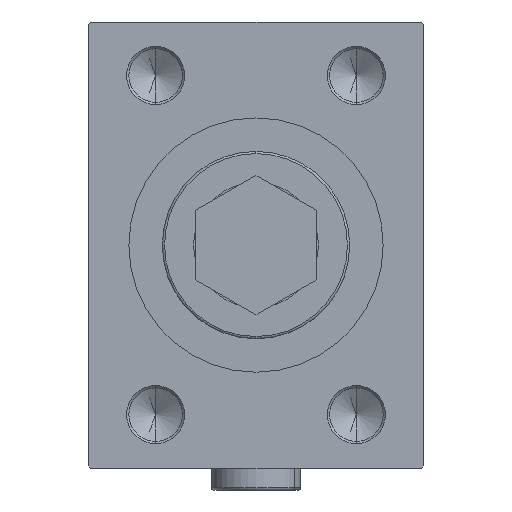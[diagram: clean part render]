
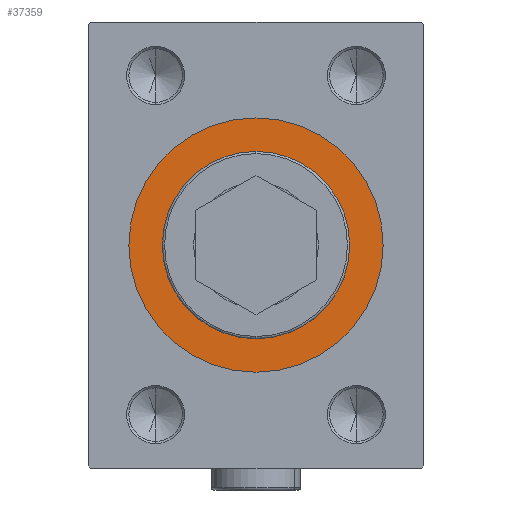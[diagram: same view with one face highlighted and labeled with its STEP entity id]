
A CAD part, left-side view. The second image highlights one B-rep face of the part: STEP entity #37359.
In plain terms, the highlighted face is planar.
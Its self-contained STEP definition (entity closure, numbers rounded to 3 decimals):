
#21 = CARTESIAN_POINT ( 'NONE',  ( 167.2, 0., 0. ) ) ;
#1201 = CARTESIAN_POINT ( 'NONE',  ( 167.2, 0., 0. ) ) ;
#1209 = CIRCLE ( 'NONE', #28805, 21. ) ;
#2661 = DIRECTION ( 'NONE',  ( 1., 0., 0. ) ) ;
#2719 = EDGE_CURVE ( 'NONE', #39684, #20151, #20802, .T. ) ;
#5201 = AXIS2_PLACEMENT_3D ( 'NONE', #1201, #2661, #16980 ) ;
#5405 = ORIENTED_EDGE ( 'NONE', *, *, #13435, .T. ) ;
#5638 = EDGE_LOOP ( 'NONE', ( #5405, #25042 ) ) ;
#7420 = CARTESIAN_POINT ( 'NONE',  ( 167.2, 0., 0. ) ) ;
#8255 = ORIENTED_EDGE ( 'NONE', *, *, #27685, .F. ) ;
#9328 = EDGE_CURVE ( 'NONE', #20952, #13761, #1209, .T. ) ;
#11614 = DIRECTION ( 'NONE',  ( 1., 0., 0. ) ) ;
#13435 = EDGE_CURVE ( 'NONE', #20151, #39684, #29663, .T. ) ;
#13761 = VERTEX_POINT ( 'NONE', #39601 ) ;
#14098 = FACE_OUTER_BOUND ( 'NONE', #5638, .T. ) ;
#16980 = DIRECTION ( 'NONE',  ( 0., 0., -1. ) ) ;
#17203 = DIRECTION ( 'NONE',  ( 1., 0., 0. ) ) ;
#17547 = DIRECTION ( 'NONE',  ( 1., 0., 0. ) ) ;
#17813 = DIRECTION ( 'NONE',  ( 0., 0., -1. ) ) ;
#18540 = DIRECTION ( 'NONE',  ( 1., 0., 0. ) ) ;
#20151 = VERTEX_POINT ( 'NONE', #24841 ) ;
#20500 = CARTESIAN_POINT ( 'NONE',  ( 167.2, 0., 0. ) ) ;
#20802 = CIRCLE ( 'NONE', #33418, 28.5 ) ;
#20888 = CARTESIAN_POINT ( 'NONE',  ( 167.2, 0., -21. ) ) ;
#20952 = VERTEX_POINT ( 'NONE', #20888 ) ;
#21155 = DIRECTION ( 'NONE',  ( 0., 0., -1. ) ) ;
#21759 = FACE_BOUND ( 'NONE', #32281, .T. ) ;
#24841 = CARTESIAN_POINT ( 'NONE',  ( 167.2, 0., -28.5 ) ) ;
#25042 = ORIENTED_EDGE ( 'NONE', *, *, #2719, .T. ) ;
#26685 = DIRECTION ( 'NONE',  ( 0., 0., -1. ) ) ;
#27685 = EDGE_CURVE ( 'NONE', #13761, #20952, #40228, .T. ) ;
#28805 = AXIS2_PLACEMENT_3D ( 'NONE', #45837, #17203, #21155 ) ;
#29663 = CIRCLE ( 'NONE', #5201, 28.5 ) ;
#32281 = EDGE_LOOP ( 'NONE', ( #8255, #44426 ) ) ;
#33418 = AXIS2_PLACEMENT_3D ( 'NONE', #21, #11614, #26685 ) ;
#34716 = AXIS2_PLACEMENT_3D ( 'NONE', #20500, #17547, #39248 ) ;
#37359 = ADVANCED_FACE ( 'NONE', ( #21759, #14098 ), #48123, .T. ) ;
#39248 = DIRECTION ( 'NONE',  ( 0., 0., -1. ) ) ;
#39601 = CARTESIAN_POINT ( 'NONE',  ( 167.2, 0., 21. ) ) ;
#39618 = AXIS2_PLACEMENT_3D ( 'NONE', #7420, #18540, #17813 ) ;
#39684 = VERTEX_POINT ( 'NONE', #47518 ) ;
#40228 = CIRCLE ( 'NONE', #34716, 21. ) ;
#44426 = ORIENTED_EDGE ( 'NONE', *, *, #9328, .F. ) ;
#45837 = CARTESIAN_POINT ( 'NONE',  ( 167.2, 0., 0. ) ) ;
#47518 = CARTESIAN_POINT ( 'NONE',  ( 167.2, 0., 28.5 ) ) ;
#48123 = PLANE ( 'NONE',  #39618 ) ;
